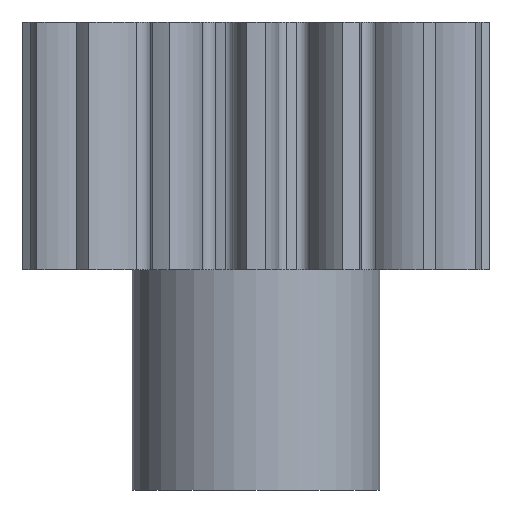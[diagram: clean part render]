
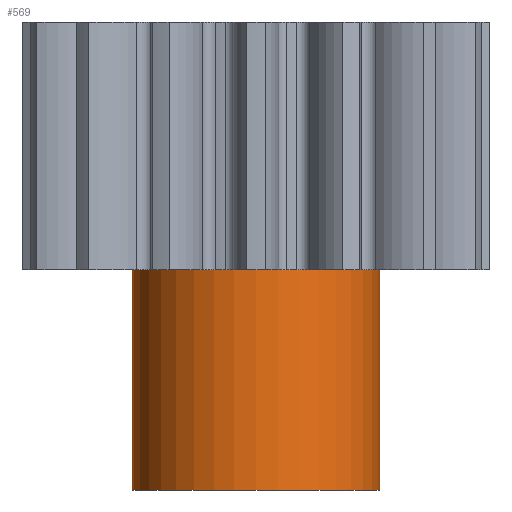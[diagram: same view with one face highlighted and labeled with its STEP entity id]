
A CAD part, front view. The second image highlights one B-rep face of the part: STEP entity #569.
In plain terms, the highlighted cylindrical face has radius 4.5 mm (diameter 9 mm), a partial arc.
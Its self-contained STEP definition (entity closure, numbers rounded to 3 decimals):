
#512 = ORIENTED_EDGE ( 'NONE', *, *, #994, .F. ) ;
#530 = ORIENTED_EDGE ( 'NONE', *, *, #568, .T. ) ;
#564 = ORIENTED_EDGE ( 'NONE', *, *, #952, .F. ) ;
#566 = EDGE_LOOP ( 'NONE', ( #564, #530, #571, #512 ) ) ;
#568 = EDGE_CURVE ( 'NONE', #669, #970, #2018, .T. ) ;
#569 = ADVANCED_FACE ( 'NONE', ( #2130 ), #2131, .T. ) ;
#571 = ORIENTED_EDGE ( 'NONE', *, *, #948, .T. ) ;
#665 = VERTEX_POINT ( 'NONE', #2398 ) ;
#669 = VERTEX_POINT ( 'NONE', #2322 ) ;
#948 = EDGE_CURVE ( 'NONE', #970, #956, #1759, .T. ) ;
#952 = EDGE_CURVE ( 'NONE', #669, #665, #2911, .T. ) ;
#956 = VERTEX_POINT ( 'NONE', #2904 ) ;
#970 = VERTEX_POINT ( 'NONE', #2897 ) ;
#994 = EDGE_CURVE ( 'NONE', #665, #956, #2719, .T. ) ;
#1735 = DIRECTION ( 'NONE',  ( 0., 0., 1. ) ) ;
#1736 = VECTOR ( 'NONE', #1735, 1000. ) ;
#1758 = CARTESIAN_POINT ( 'NONE',  ( 4.5, 0., -8. ) ) ;
#1759 = LINE ( 'NONE', #1758, #1736 ) ;
#2002 = DIRECTION ( 'NONE',  ( 1., 0., 0. ) ) ;
#2006 = AXIS2_PLACEMENT_3D ( 'NONE', #2015, #2012, #2002 ) ;
#2007 = DIRECTION ( 'NONE',  ( 1., 0., 0. ) ) ;
#2008 = DIRECTION ( 'NONE',  ( 0., 0., 1. ) ) ;
#2009 = CARTESIAN_POINT ( 'NONE',  ( 0., 0., -8. ) ) ;
#2010 = AXIS2_PLACEMENT_3D ( 'NONE', #2009, #2008, #2007 ) ;
#2012 = DIRECTION ( 'NONE',  ( 0., 0., 1. ) ) ;
#2015 = CARTESIAN_POINT ( 'NONE',  ( 0., 0., -8. ) ) ;
#2018 = CIRCLE ( 'NONE', #2010, 4.5 ) ;
#2130 = FACE_OUTER_BOUND ( 'NONE', #566, .T. ) ;
#2131 = CYLINDRICAL_SURFACE ( 'NONE', #2006, 4.5 ) ;
#2322 = CARTESIAN_POINT ( 'NONE',  ( -4.5, 0., -8. ) ) ;
#2398 = CARTESIAN_POINT ( 'NONE',  ( -4.5, 0., 0. ) ) ;
#2710 = CARTESIAN_POINT ( 'NONE',  ( 0., 0., 0. ) ) ;
#2719 = CIRCLE ( 'NONE', #2849, 4.5 ) ;
#2847 = DIRECTION ( 'NONE',  ( 1., 0., 0. ) ) ;
#2848 = DIRECTION ( 'NONE',  ( 0., 0., 1. ) ) ;
#2849 = AXIS2_PLACEMENT_3D ( 'NONE', #2710, #2848, #2847 ) ;
#2897 = CARTESIAN_POINT ( 'NONE',  ( 4.5, 0., -8. ) ) ;
#2904 = CARTESIAN_POINT ( 'NONE',  ( 4.5, 0., 0. ) ) ;
#2908 = DIRECTION ( 'NONE',  ( 0., 0., 1. ) ) ;
#2909 = VECTOR ( 'NONE', #2908, 1000. ) ;
#2910 = CARTESIAN_POINT ( 'NONE',  ( -4.5, 0., -8. ) ) ;
#2911 = LINE ( 'NONE', #2910, #2909 ) ;
